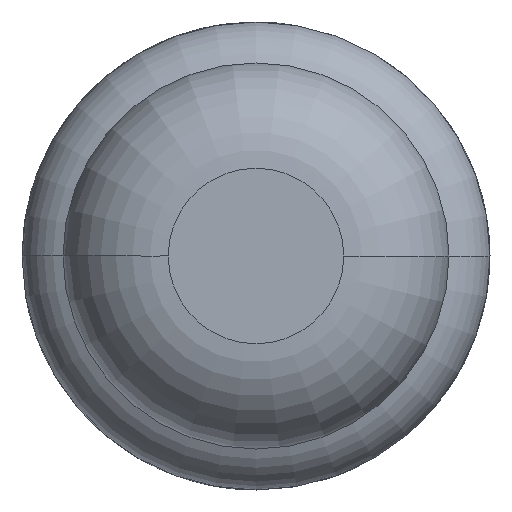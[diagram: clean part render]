
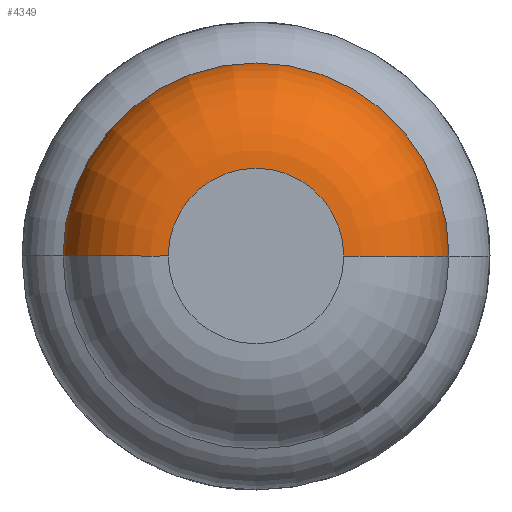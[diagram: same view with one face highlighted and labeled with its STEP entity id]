
A CAD part, front view. The second image highlights one B-rep face of the part: STEP entity #4349.
In plain terms, the highlighted toroidal (fillet/blend) face has major radius 0.375 mm and minor radius 0.45 mm.
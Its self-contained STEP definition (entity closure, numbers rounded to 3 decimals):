
#45 = CARTESIAN_POINT ( 'NONE',  ( -0.375, -32., 0. ) ) ;
#123 = ORIENTED_EDGE ( 'NONE', *, *, #2816, .F. ) ;
#273 = CARTESIAN_POINT ( 'NONE',  ( 0.375, -32., 0. ) ) ;
#415 = CARTESIAN_POINT ( 'NONE',  ( -0.825, -31.55, 0. ) ) ;
#422 = CIRCLE ( 'NONE', #2918, 0.45 ) ;
#483 = TOROIDAL_SURFACE ( 'NONE', #1242, 0.375, 0.45 ) ;
#525 = DIRECTION ( 'NONE',  ( 0., -1., 0. ) ) ;
#953 = CARTESIAN_POINT ( 'NONE',  ( -0.375, -31.55, 0. ) ) ;
#964 = VERTEX_POINT ( 'NONE', #1262 ) ;
#966 = DIRECTION ( 'NONE',  ( 1., 0., 0. ) ) ;
#1242 = AXIS2_PLACEMENT_3D ( 'NONE', #1586, #525, #2216 ) ;
#1262 = CARTESIAN_POINT ( 'NONE',  ( 0.825, -31.55, 0. ) ) ;
#1506 = EDGE_CURVE ( 'NONE', #2451, #3369, #4350, .T. ) ;
#1586 = CARTESIAN_POINT ( 'NONE',  ( 0., -31.55, 0. ) ) ;
#1589 = CARTESIAN_POINT ( 'NONE',  ( 0.375, -31.55, 0. ) ) ;
#1601 = DIRECTION ( 'NONE',  ( -1., 0., 0. ) ) ;
#1646 = DIRECTION ( 'NONE',  ( 0., -1., 0. ) ) ;
#1652 = DIRECTION ( 'NONE',  ( 1., 0., 0. ) ) ;
#1902 = ORIENTED_EDGE ( 'NONE', *, *, #3133, .F. ) ;
#2216 = DIRECTION ( 'NONE',  ( 1., 0., 0. ) ) ;
#2281 = CIRCLE ( 'NONE', #3620, 0.375 ) ;
#2336 = DIRECTION ( 'NONE',  ( 0., -1., 0. ) ) ;
#2451 = VERTEX_POINT ( 'NONE', #415 ) ;
#2634 = DIRECTION ( 'NONE',  ( 0., 0., -1. ) ) ;
#2816 = EDGE_CURVE ( 'Defeature ausgef�hrt1_6+Defeature ausgef�hrt1_7+Defeature ausgef�hrt1_7+Defeature ausgef�hrt1_7', #4114, #3369, #2281, .T. ) ;
#2851 = AXIS2_PLACEMENT_3D ( 'NONE', #953, #3413, #966 ) ;
#2918 = AXIS2_PLACEMENT_3D ( 'NONE', #1589, #2634, #1601 ) ;
#3066 = CARTESIAN_POINT ( 'NONE',  ( 0., -32., 0. ) ) ;
#3133 = EDGE_CURVE ( 'NONE', #964, #4114, #422, .T. ) ;
#3284 = EDGE_LOOP ( 'NONE', ( #3649, #3566, #123, #1902 ) ) ;
#3369 = VERTEX_POINT ( 'NONE', #45 ) ;
#3382 = FACE_OUTER_BOUND ( 'NONE', #3284, .T. ) ;
#3413 = DIRECTION ( 'NONE',  ( 0., 0., 1. ) ) ;
#3538 = CIRCLE ( 'NONE', #4335, 0.825 ) ;
#3566 = ORIENTED_EDGE ( 'NONE', *, *, #1506, .T. ) ;
#3620 = AXIS2_PLACEMENT_3D ( 'NONE', #3066, #2336, #1652 ) ;
#3649 = ORIENTED_EDGE ( 'NONE', *, *, #3725, .T. ) ;
#3725 = EDGE_CURVE ( 'Defeature ausgef�hrt1_7+Defeature ausgef�hrt1_8+Defeature ausgef�hrt1_8+Defeature ausgef�hrt1_8', #964, #2451, #3538, .T. ) ;
#3730 = CARTESIAN_POINT ( 'NONE',  ( 0., -31.55, 0. ) ) ;
#4066 = DIRECTION ( 'NONE',  ( 1., 0., 0. ) ) ;
#4114 = VERTEX_POINT ( 'NONE', #273 ) ;
#4335 = AXIS2_PLACEMENT_3D ( 'NONE', #3730, #1646, #4066 ) ;
#4349 = ADVANCED_FACE ( 'Defeature ausgef�hrt1_7', ( #3382 ), #483, .T. ) ;
#4350 = CIRCLE ( 'NONE', #2851, 0.45 ) ;
